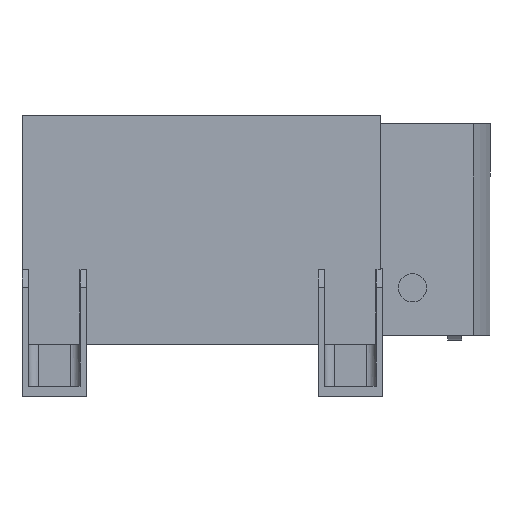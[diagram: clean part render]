
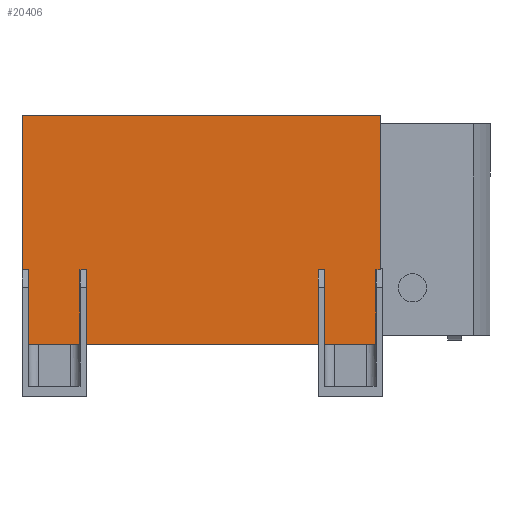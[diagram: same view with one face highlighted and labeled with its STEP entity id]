
A CAD part, left-side view. The second image highlights one B-rep face of the part: STEP entity #20406.
In plain terms, the highlighted planar face has unit normal (-1, 0, 0).
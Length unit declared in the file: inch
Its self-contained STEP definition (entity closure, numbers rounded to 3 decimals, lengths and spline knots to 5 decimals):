
#162 = EDGE_CURVE ( 'NONE', #13492, #23791, #2635, .T. ) ;
#170 = CARTESIAN_POINT ( 'NONE',  ( -2.32961, -2.16457, 1.06713 ) ) ;
#304 = CARTESIAN_POINT ( 'NONE',  ( -2.32961, 1.51929, 0.02756 ) ) ;
#365 = DIRECTION ( 'NONE',  ( 0., 0., -1. ) ) ;
#385 = CARTESIAN_POINT ( 'NONE',  ( -2.32961, 2.32856, 0.02756 ) ) ;
#636 = CARTESIAN_POINT ( 'NONE',  ( -2.32961, 1.61002, 0.02756 ) ) ;
#744 = ORIENTED_EDGE ( 'NONE', *, *, #162, .T. ) ;
#809 = DIRECTION ( 'NONE',  ( 0., 0., 1. ) ) ;
#838 = VERTEX_POINT ( 'NONE', #12341 ) ;
#1288 = CARTESIAN_POINT ( 'NONE',  ( -2.32961, -2.58071, 0.02756 ) ) ;
#1528 = ORIENTED_EDGE ( 'NONE', *, *, #7267, .T. ) ;
#1846 = ORIENTED_EDGE ( 'NONE', *, *, #4477, .T. ) ;
#1847 = LINE ( 'NONE', #22118, #3619 ) ;
#2121 = EDGE_CURVE ( 'NONE', #11988, #3961, #1847, .T. ) ;
#2635 = LINE ( 'NONE', #19103, #9762 ) ;
#2651 = LINE ( 'NONE', #21680, #12167 ) ;
#3087 = CARTESIAN_POINT ( 'NONE',  ( -2.32961, -2.52383, 0.02756 ) ) ;
#3128 = CARTESIAN_POINT ( 'NONE',  ( -2.32961, -0.08071, 3.22756 ) ) ;
#3198 = CARTESIAN_POINT ( 'NONE',  ( -2.32961, 1.51929, 0.02756 ) ) ;
#3333 = VECTOR ( 'NONE', #7423, 39.37008 ) ;
#3383 = EDGE_CURVE ( 'NONE', #3961, #21932, #20495, .T. ) ;
#3619 = VECTOR ( 'NONE', #14650, 39.37008 ) ;
#3924 = LINE ( 'NONE', #11360, #21903 ) ;
#3961 = VERTEX_POINT ( 'NONE', #17403 ) ;
#4213 = CARTESIAN_POINT ( 'NONE',  ( -2.32961, -2.58071, 0.02756 ) ) ;
#4275 = CARTESIAN_POINT ( 'NONE',  ( -2.32961, -2.58071, 0.02756 ) ) ;
#4362 = VECTOR ( 'NONE', #19693, 39.37008 ) ;
#4477 = EDGE_CURVE ( 'NONE', #5342, #15335, #11993, .T. ) ;
#4684 = LINE ( 'NONE', #3198, #4362 ) ;
#4750 = LINE ( 'NONE', #21355, #4833 ) ;
#4833 = VECTOR ( 'NONE', #19514, 39.37008 ) ;
#5084 = ORIENTED_EDGE ( 'NONE', *, *, #10969, .T. ) ;
#5219 = VERTEX_POINT ( 'NONE', #8028 ) ;
#5342 = VERTEX_POINT ( 'NONE', #8259 ) ;
#5471 = VERTEX_POINT ( 'NONE', #21905 ) ;
#5578 = VECTOR ( 'NONE', #7133, 39.37008 ) ;
#5989 = ORIENTED_EDGE ( 'NONE', *, *, #12997, .T. ) ;
#6248 = LINE ( 'NONE', #21128, #9040 ) ;
#6707 = ORIENTED_EDGE ( 'NONE', *, *, #11928, .T. ) ;
#6791 = VECTOR ( 'NONE', #14012, 39.37008 ) ;
#6830 = VECTOR ( 'NONE', #20172, 39.37008 ) ;
#7014 = LINE ( 'NONE', #18346, #5578 ) ;
#7133 = DIRECTION ( 'NONE',  ( 0., 0., 1. ) ) ;
#7217 = VERTEX_POINT ( 'NONE', #8581 ) ;
#7235 = CARTESIAN_POINT ( 'NONE',  ( -2.32961, -2.58071, 1.06713 ) ) ;
#7267 = EDGE_CURVE ( 'NONE', #13099, #21908, #4684, .T. ) ;
#7423 = DIRECTION ( 'NONE',  ( 0., 0., -1. ) ) ;
#7611 = VERTEX_POINT ( 'NONE', #636 ) ;
#7657 = VECTOR ( 'NONE', #12037, 39.37008 ) ;
#8028 = CARTESIAN_POINT ( 'NONE',  ( -2.32961, 2.41929, 1.06713 ) ) ;
#8259 = CARTESIAN_POINT ( 'NONE',  ( -2.32961, -2.52383, 0.02756 ) ) ;
#8581 = CARTESIAN_POINT ( 'NONE',  ( -2.32961, -1.71457, 0.02756 ) ) ;
#8862 = FACE_OUTER_BOUND ( 'NONE', #22167, .T. ) ;
#8973 = DIRECTION ( 'NONE',  ( -1., 0., 0. ) ) ;
#9040 = VECTOR ( 'NONE', #15620, 39.37008 ) ;
#9291 = EDGE_CURVE ( 'NONE', #7217, #21908, #4750, .T. ) ;
#9334 = CARTESIAN_POINT ( 'NONE',  ( -2.32961, -1.71457, 1.06713 ) ) ;
#9762 = VECTOR ( 'NONE', #13719, 39.37008 ) ;
#9819 = LINE ( 'NONE', #170, #11067 ) ;
#10127 = LINE ( 'NONE', #4275, #6791 ) ;
#10376 = ORIENTED_EDGE ( 'NONE', *, *, #11416, .F. ) ;
#10868 = EDGE_CURVE ( 'NONE', #13492, #15335, #9819, .T. ) ;
#10969 = EDGE_CURVE ( 'NONE', #11373, #7611, #15282, .T. ) ;
#11067 = VECTOR ( 'NONE', #13591, 39.37008 ) ;
#11091 = CARTESIAN_POINT ( 'NONE',  ( -2.32961, -1.8053, 0.02756 ) ) ;
#11115 = VERTEX_POINT ( 'NONE', #21288 ) ;
#11360 = CARTESIAN_POINT ( 'NONE',  ( -2.32961, 2.41929, -0.70945 ) ) ;
#11373 = VERTEX_POINT ( 'NONE', #385 ) ;
#11416 = EDGE_CURVE ( 'NONE', #5219, #11115, #3924, .T. ) ;
#11449 = VECTOR ( 'NONE', #15778, 39.37008 ) ;
#11545 = EDGE_CURVE ( 'NONE', #5471, #5219, #6248, .T. ) ;
#11646 = ORIENTED_EDGE ( 'NONE', *, *, #16216, .F. ) ;
#11928 = EDGE_CURVE ( 'NONE', #7611, #838, #2651, .T. ) ;
#11988 = VERTEX_POINT ( 'NONE', #9334 ) ;
#11993 = LINE ( 'NONE', #3087, #15481 ) ;
#12037 = DIRECTION ( 'NONE',  ( 0., -1., 0. ) ) ;
#12047 = EDGE_CURVE ( 'NONE', #7217, #11988, #7014, .T. ) ;
#12167 = VECTOR ( 'NONE', #809, 39.37008 ) ;
#12341 = CARTESIAN_POINT ( 'NONE',  ( -2.32961, 1.61002, 1.06713 ) ) ;
#12713 = LINE ( 'NONE', #7235, #6830 ) ;
#12918 = EDGE_CURVE ( 'NONE', #5471, #11373, #17075, .T. ) ;
#12997 = EDGE_CURVE ( 'NONE', #21932, #5342, #10127, .T. ) ;
#13099 = VERTEX_POINT ( 'NONE', #15721 ) ;
#13492 = VERTEX_POINT ( 'NONE', #21411 ) ;
#13591 = DIRECTION ( 'NONE',  ( 0., 1., 0. ) ) ;
#13632 = EDGE_CURVE ( 'NONE', #838, #13099, #12713, .T. ) ;
#13719 = DIRECTION ( 'NONE',  ( 0., 0., 1. ) ) ;
#14012 = DIRECTION ( 'NONE',  ( 0., -1., 0. ) ) ;
#14399 = ORIENTED_EDGE ( 'NONE', *, *, #11545, .F. ) ;
#14570 = VECTOR ( 'NONE', #365, 39.37008 ) ;
#14650 = DIRECTION ( 'NONE',  ( 0., -1., 0. ) ) ;
#15282 = LINE ( 'NONE', #4213, #11449 ) ;
#15335 = VERTEX_POINT ( 'NONE', #17825 ) ;
#15481 = VECTOR ( 'NONE', #21284, 39.37008 ) ;
#15620 = DIRECTION ( 'NONE',  ( 0., 1., 0. ) ) ;
#15721 = CARTESIAN_POINT ( 'NONE',  ( -2.32961, 1.51929, 1.06713 ) ) ;
#15778 = DIRECTION ( 'NONE',  ( 0., -1., 0. ) ) ;
#16216 = EDGE_CURVE ( 'NONE', #11115, #23791, #19854, .T. ) ;
#17075 = LINE ( 'NONE', #22340, #14570 ) ;
#17086 = ORIENTED_EDGE ( 'NONE', *, *, #9291, .F. ) ;
#17403 = CARTESIAN_POINT ( 'NONE',  ( -2.32961, -1.8053, 1.06713 ) ) ;
#17825 = CARTESIAN_POINT ( 'NONE',  ( -2.32961, -2.52383, 1.06713 ) ) ;
#18346 = CARTESIAN_POINT ( 'NONE',  ( -2.32961, -1.71457, 0.02756 ) ) ;
#19103 = CARTESIAN_POINT ( 'NONE',  ( -2.32961, -2.58071, 0.02756 ) ) ;
#19514 = DIRECTION ( 'NONE',  ( 0., 1., 0. ) ) ;
#19667 = ORIENTED_EDGE ( 'NONE', *, *, #3383, .T. ) ;
#19693 = DIRECTION ( 'NONE',  ( 0., 0., -1. ) ) ;
#19726 = AXIS2_PLACEMENT_3D ( 'NONE', #1288, #8973, #20079 ) ;
#19854 = LINE ( 'NONE', #3128, #7657 ) ;
#20079 = DIRECTION ( 'NONE',  ( 0., 0., 1. ) ) ;
#20172 = DIRECTION ( 'NONE',  ( 0., -1., 0. ) ) ;
#20245 = ORIENTED_EDGE ( 'NONE', *, *, #10868, .F. ) ;
#20406 = ADVANCED_FACE ( 'NONE', ( #8862 ), #21911, .T. ) ;
#20495 = LINE ( 'NONE', #11091, #3333 ) ;
#21128 = CARTESIAN_POINT ( 'NONE',  ( -2.32961, 1.96929, 1.06713 ) ) ;
#21143 = ORIENTED_EDGE ( 'NONE', *, *, #12918, .T. ) ;
#21284 = DIRECTION ( 'NONE',  ( 0., 0., 1. ) ) ;
#21288 = CARTESIAN_POINT ( 'NONE',  ( -2.32961, 2.41929, 3.22756 ) ) ;
#21355 = CARTESIAN_POINT ( 'NONE',  ( -2.32961, -0.08071, 0.02756 ) ) ;
#21411 = CARTESIAN_POINT ( 'NONE',  ( -2.32961, -2.58071, 1.06713 ) ) ;
#21652 = CARTESIAN_POINT ( 'NONE',  ( -2.32961, -1.8053, 0.02756 ) ) ;
#21680 = CARTESIAN_POINT ( 'NONE',  ( -2.32961, 1.61002, 0.02756 ) ) ;
#21789 = ORIENTED_EDGE ( 'NONE', *, *, #12047, .T. ) ;
#21903 = VECTOR ( 'NONE', #22606, 39.37008 ) ;
#21905 = CARTESIAN_POINT ( 'NONE',  ( -2.32961, 2.32856, 1.06713 ) ) ;
#21908 = VERTEX_POINT ( 'NONE', #304 ) ;
#21911 = PLANE ( 'NONE',  #19726 ) ;
#21932 = VERTEX_POINT ( 'NONE', #21652 ) ;
#22118 = CARTESIAN_POINT ( 'NONE',  ( -2.32961, -2.58071, 1.06713 ) ) ;
#22167 = EDGE_LOOP ( 'NONE', ( #5989, #1846, #20245, #744, #11646, #10376, #14399, #21143, #5084, #6707, #24007, #1528, #17086, #21789, #23012, #19667 ) ) ;
#22224 = CARTESIAN_POINT ( 'NONE',  ( -2.32961, -2.58071, 3.22756 ) ) ;
#22340 = CARTESIAN_POINT ( 'NONE',  ( -2.32961, 2.32856, 0.02756 ) ) ;
#22606 = DIRECTION ( 'NONE',  ( 0., 0., 1. ) ) ;
#23012 = ORIENTED_EDGE ( 'NONE', *, *, #2121, .T. ) ;
#23791 = VERTEX_POINT ( 'NONE', #22224 ) ;
#24007 = ORIENTED_EDGE ( 'NONE', *, *, #13632, .T. ) ;
